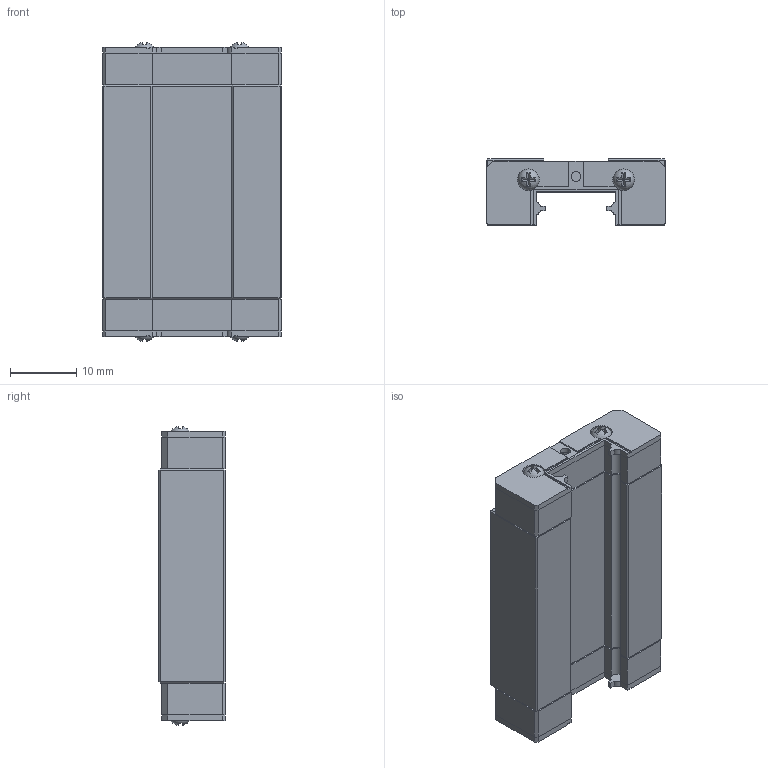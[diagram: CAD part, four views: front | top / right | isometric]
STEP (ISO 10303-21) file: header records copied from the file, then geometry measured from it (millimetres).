
FILE_DESCRIPTION (( 'STEP AP203' ), '1' );
FILE_NAME ('MGN12-H.STEP', '2025-06-09T16:02:14', ( '' ), ( '' ), 'SwSTEP 2.0', 'SolidWorks 2024', '' );
FILE_SCHEMA (( 'CONFIG_CONTROL_DESIGN' ));
Length unit declared in the file: millimetre
Products named in the file (1): MGN12-H
Bounding box: 27 x 10 x 45.19 mm (x, y, z)
Volume: 8553.3 mm3; surface area: 6155.8 mm2
Topology: 9 solids, 9 shells, 329 faces, 797 edges, 486 vertices
Faces by surface type: plane 270, cylinder 41, cone 14, sphere 4
Entity records: 9434 total; most frequent: CARTESIAN_POINT 1625, DIRECTION 1607, ORIENTED_EDGE 1578, EDGE_CURVE 789, VECTOR 615, LINE 615, AXIS2_PLACEMENT_3D 496, VERTEX_POINT 482
